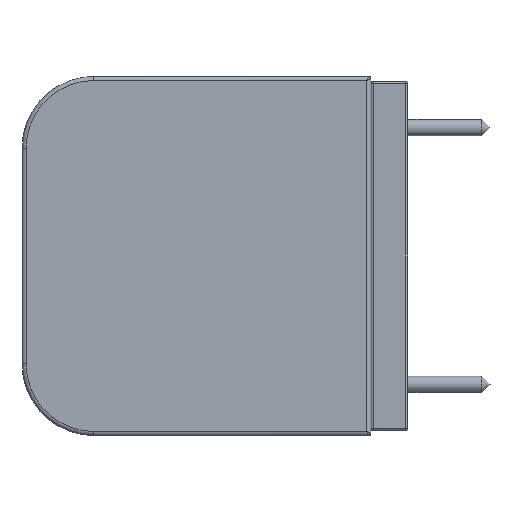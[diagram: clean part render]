
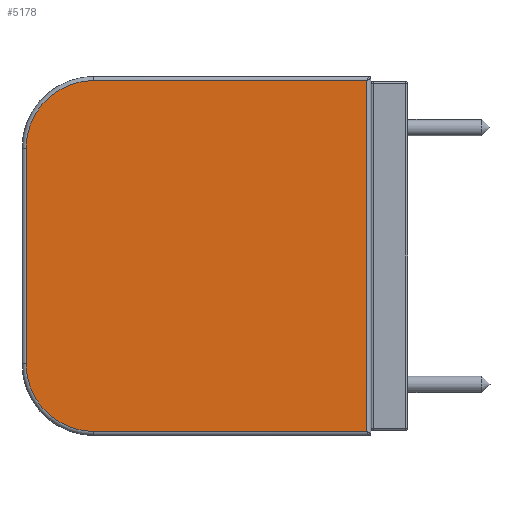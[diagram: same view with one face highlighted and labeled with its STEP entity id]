
A CAD part, front view. The second image highlights one B-rep face of the part: STEP entity #5178.
In plain terms, the highlighted planar face has unit normal (0, -1, 0).
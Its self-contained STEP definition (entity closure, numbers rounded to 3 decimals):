
#195=PLANE('',#5548);
#448=FACE_OUTER_BOUND('',#763,.T.);
#763=EDGE_LOOP('',(#3839,#3840,#3841,#3842,#3843,#3844));
#1089=LINE('',#7539,#1691);
#1090=LINE('',#7550,#1692);
#1092=LINE('',#7554,#1694);
#1094=LINE('',#7562,#1696);
#1691=VECTOR('',#6121,13.3);
#1692=VECTOR('',#6134,10.5);
#1694=VECTOR('',#6138,13.3);
#1696=VECTOR('',#6150,17.1);
#2272=CIRCLE('',#5532,3.3);
#2276=CIRCLE('',#5539,3.3);
#2399=VERTEX_POINT('',#7503);
#2402=VERTEX_POINT('',#7529);
#2405=VERTEX_POINT('',#7537);
#2407=VERTEX_POINT('',#7542);
#2409=VERTEX_POINT('',#7548);
#2410=VERTEX_POINT('',#7553);
#2932=EDGE_CURVE('',#2405,#2399,#1089,.T.);
#2934=EDGE_CURVE('',#2407,#2405,#2272,.T.);
#2937=EDGE_CURVE('',#2409,#2407,#1090,.T.);
#2939=EDGE_CURVE('',#2402,#2410,#1092,.T.);
#2942=EDGE_CURVE('',#2410,#2409,#2276,.T.);
#2944=EDGE_CURVE('',#2399,#2402,#1094,.T.);
#3839=ORIENTED_EDGE('',*,*,#2939,.F.);
#3840=ORIENTED_EDGE('',*,*,#2944,.F.);
#3841=ORIENTED_EDGE('',*,*,#2932,.F.);
#3842=ORIENTED_EDGE('',*,*,#2934,.F.);
#3843=ORIENTED_EDGE('',*,*,#2937,.F.);
#3844=ORIENTED_EDGE('',*,*,#2942,.F.);
#5178=ADVANCED_FACE('',(#448),#195,.T.);
#5532=AXIS2_PLACEMENT_3D('',#7544,#6126,#6127);
#5539=AXIS2_PLACEMENT_3D('',#7559,#6144,#6145);
#5548=AXIS2_PLACEMENT_3D('',#7590,#6175,#6176);
#6121=DIRECTION('',(1.,0.,0.));
#6126=DIRECTION('center_axis',(0.,1.,0.));
#6127=DIRECTION('ref_axis',(-0.707,0.,0.707));
#6134=DIRECTION('',(0.,0.,1.));
#6138=DIRECTION('',(-1.,0.,0.));
#6144=DIRECTION('center_axis',(0.,1.,0.));
#6145=DIRECTION('ref_axis',(-0.707,0.,-0.707));
#6150=DIRECTION('',(0.,0.,-1.));
#6175=DIRECTION('center_axis',(0.,-1.,0.));
#6176=DIRECTION('ref_axis',(0.,0.,-1.));
#7503=CARTESIAN_POINT('',(8.3,-2.3,8.55));
#7529=CARTESIAN_POINT('',(8.3,-2.3,-8.55));
#7537=CARTESIAN_POINT('',(-5.,-2.3,8.55));
#7539=CARTESIAN_POINT('',(-2.194,-2.3,8.55));
#7542=CARTESIAN_POINT('',(-8.3,-2.3,5.25));
#7544=CARTESIAN_POINT('Origin',(-5.,-2.3,5.25));
#7548=CARTESIAN_POINT('',(-8.3,-2.3,-5.25));
#7550=CARTESIAN_POINT('',(-8.3,-2.3,-2.523));
#7553=CARTESIAN_POINT('',(-5.,-2.3,-8.55));
#7554=CARTESIAN_POINT('',(4.556,-2.3,-8.55));
#7559=CARTESIAN_POINT('Origin',(-5.,-2.3,-5.25));
#7562=CARTESIAN_POINT('',(8.3,-2.3,4.477));
#7590=CARTESIAN_POINT('Origin',(0.613,-2.3,0.205));
